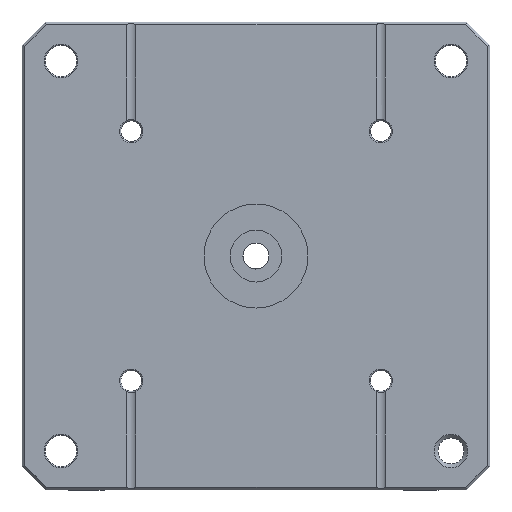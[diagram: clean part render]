
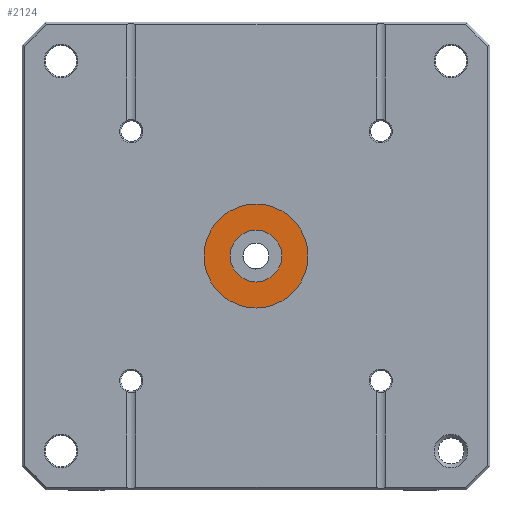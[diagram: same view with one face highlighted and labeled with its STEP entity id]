
A CAD part, front view. The second image highlights one B-rep face of the part: STEP entity #2124.
In plain terms, the highlighted planar face has unit normal (0, -1, 0).
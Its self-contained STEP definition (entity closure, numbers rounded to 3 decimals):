
#2124=ADVANCED_FACE('',(#5859,#5860),#3812,.F.);
#3812=PLANE('',#33841);
#5859=FACE_BOUND('',#6347,.T.);
#5860=FACE_BOUND('',#6348,.T.);
#6347=EDGE_LOOP('',(#9615));
#6348=EDGE_LOOP('',(#9616));
#8300=CIRCLE('',#33837,20.);
#8301=CIRCLE('',#33839,10.);
#9615=ORIENTED_EDGE('',*,*,#21686,.F.);
#9616=ORIENTED_EDGE('',*,*,#21687,.T.);
#18543=VERTEX_POINT('',#48483);
#18544=VERTEX_POINT('',#48486);
#21686=EDGE_CURVE('',#18543,#18543,#8300,.T.);
#21687=EDGE_CURVE('',#18544,#18544,#8301,.T.);
#33837=AXIS2_PLACEMENT_3D('',#48482,#36904,#36905);
#33839=AXIS2_PLACEMENT_3D('',#48485,#36908,#36909);
#33841=AXIS2_PLACEMENT_3D('',#48488,#36912,#36913);
#36904=DIRECTION('',(0.,1.,0.));
#36905=DIRECTION('',(0.,0.,-1.));
#36908=DIRECTION('',(0.,1.,0.));
#36909=DIRECTION('',(0.,0.,-1.));
#36912=DIRECTION('',(0.,1.,0.));
#36913=DIRECTION('',(0.,0.,1.));
#48482=CARTESIAN_POINT('',(400.,3.,178.));
#48483=CARTESIAN_POINT('',(400.,3.,158.));
#48485=CARTESIAN_POINT('',(400.,3.,178.));
#48486=CARTESIAN_POINT('',(400.,3.,168.));
#48488=CARTESIAN_POINT('',(400.,3.,178.));
